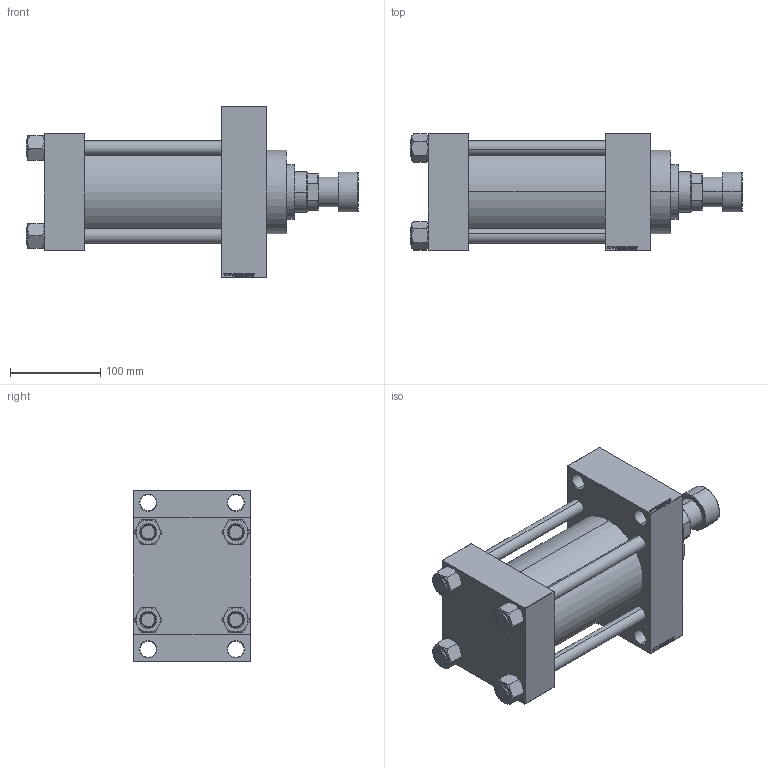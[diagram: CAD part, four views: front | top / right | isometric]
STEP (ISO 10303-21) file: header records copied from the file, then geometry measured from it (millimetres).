
FILE_DESCRIPTION (( 'STEP AP203' ), '1' );
FILE_NAME ('0930.STEP', '2022-04-14T11:37:10', ( '' ), ( '' ), 'SwSTEP 2.0', 'SolidWorks 2019', '' );
FILE_SCHEMA (( 'CONFIG_CONTROL_DESIGN' ));
Length unit declared in the file: millimetre
Products named in the file (7): V215_VC_A a4928f6013a986d69744693756c9e939; V215CR_D_TYCINKA a4928f6013a986d69744693756c9e939; V215CR_VCP_D a4928f6013a986d69744693756c9e939; NUT_M5_D a4928f6013a986d69744693756c9e939; 0930; V215CR_D_Body a4928f6013a986d69744693756c9e939; V215CR_ROD_END_F a4928f6013a986d69744693756c9e939
Assembly tree (12 placements, depth 2):
  0930
    V215CR_D_Body a4928f6013a986d69744693756c9e939
    V215CR_VCP_D a4928f6013a986d69744693756c9e939
    NUT_M5_D a4928f6013a986d69744693756c9e939  x4
    V215CR_D_TYCINKA a4928f6013a986d69744693756c9e939  x4
    V215_VC_A a4928f6013a986d69744693756c9e939
    V215CR_ROD_END_F a4928f6013a986d69744693756c9e939
Bounding box: 367 x 130 x 190 mm (x, y, z)
Volume: 2927927.1 mm3; surface area: 439786.1 mm2
Topology: 12 solids, 12 shells, 1173 faces, 2944 edges, 1909 vertices
Faces by surface type: plane 550, bspline 368, cone 146, cylinder 97, torus 12
Entity records: 48341 total; most frequent: CARTESIAN_POINT 25272, ORIENTED_EDGE 5152, DIRECTION 3386, EDGE_CURVE 2576, VERTEX_POINT 1687, VECTOR 1540, LINE 1540, EDGE_LOOP 1151
